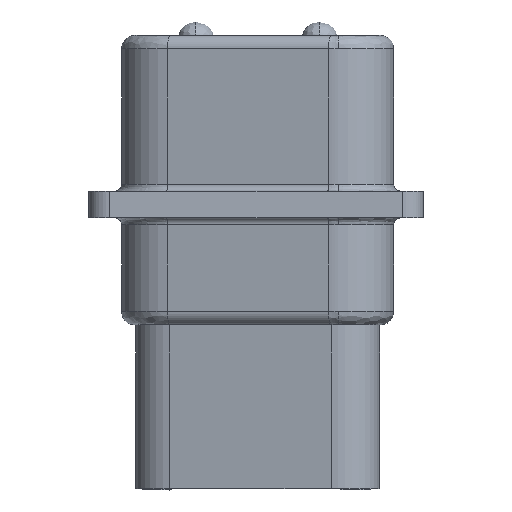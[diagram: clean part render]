
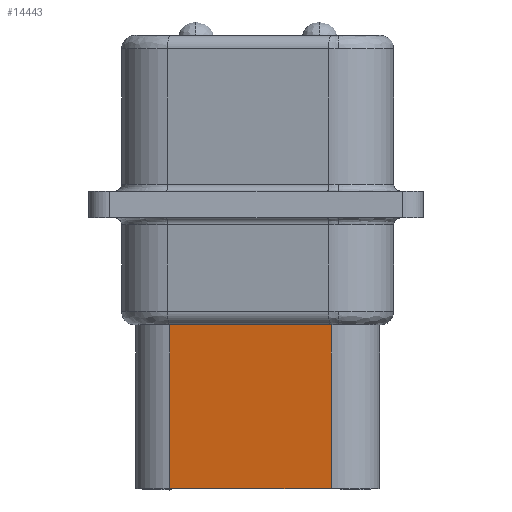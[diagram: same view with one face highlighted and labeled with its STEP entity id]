
A CAD part, left-side view. The second image highlights one B-rep face of the part: STEP entity #14443.
In plain terms, the highlighted planar face has unit normal (-0.985, 0.174, 0).
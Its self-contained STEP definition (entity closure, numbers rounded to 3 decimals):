
#10 = EDGE_LOOP ( 'NONE', ( #13907, #13908, #13909, #13910 ) ) ;
#176 = EDGE_CURVE ( 'NONE', #19535, #19459, #16808, .T. ) ;
#193 = EDGE_CURVE ( 'NONE', #19459, #19524, #16865, .T. ) ;
#195 = EDGE_CURVE ( 'NONE', #19491, #19535, #16856, .T. ) ;
#196 = EDGE_CURVE ( 'NONE', #19524, #19491, #16874, .T. ) ;
#3337 = FACE_OUTER_BOUND ( 'NONE', #10, .T. ) ;
#3339 = PLANE ( 'NONE',  #3837 ) ;
#3360 = CARTESIAN_POINT ( 'NONE',  ( -8.691, 3.499, -10.795 ) ) ;
#3362 = DIRECTION ( 'NONE',  ( 0.985, -0.174, 0. ) ) ;
#3363 = DIRECTION ( 'NONE',  ( 0.174, 0.985, 0. ) ) ;
#3837 = AXIS2_PLACEMENT_3D ( 'NONE', #3360, #3362, #3363 ) ;
#10119 = VECTOR ( 'NONE', #16867, 1000. ) ;
#10122 = VECTOR ( 'NONE', #16873, 1000. ) ;
#10140 = VECTOR ( 'NONE', #16876, 1000. ) ;
#10149 = VECTOR ( 'NONE', #16812, 1000. ) ;
#12850 = CARTESIAN_POINT ( 'NONE',  ( -7.612, 9.621, -10.795 ) ) ;
#12882 = CARTESIAN_POINT ( 'NONE',  ( -8.691, 3.499, -4.572 ) ) ;
#12915 = CARTESIAN_POINT ( 'NONE',  ( -7.612, 9.621, -4.572 ) ) ;
#12926 = CARTESIAN_POINT ( 'NONE',  ( -8.691, 3.499, -10.795 ) ) ;
#13907 = ORIENTED_EDGE ( 'NONE', *, *, #193, .F. ) ;
#13908 = ORIENTED_EDGE ( 'NONE', *, *, #176, .F. ) ;
#13909 = ORIENTED_EDGE ( 'NONE', *, *, #195, .F. ) ;
#13910 = ORIENTED_EDGE ( 'NONE', *, *, #196, .F. ) ;
#14443 = ADVANCED_FACE ( 'NONE', ( #3337 ), #3339, .F. ) ;
#16800 = CARTESIAN_POINT ( 'NONE',  ( -8.691, 3.499, -10.795 ) ) ;
#16808 = LINE ( 'NONE', #16800, #10149 ) ;
#16812 = DIRECTION ( 'NONE',  ( 0.174, 0.985, 0. ) ) ;
#16856 = LINE ( 'NONE', #16857, #10122 ) ;
#16857 = CARTESIAN_POINT ( 'NONE',  ( -8.691, 3.499, -10.795 ) ) ;
#16865 = LINE ( 'NONE', #16866, #10119 ) ;
#16866 = CARTESIAN_POINT ( 'NONE',  ( -7.612, 9.621, -10.795 ) ) ;
#16867 = DIRECTION ( 'NONE',  ( 0., 0., 1. ) ) ;
#16873 = DIRECTION ( 'NONE',  ( 0., 0., -1. ) ) ;
#16874 = LINE ( 'NONE', #16875, #10140 ) ;
#16875 = CARTESIAN_POINT ( 'NONE',  ( -7.612, 9.621, -4.572 ) ) ;
#16876 = DIRECTION ( 'NONE',  ( -0.174, -0.985, 0. ) ) ;
#19459 = VERTEX_POINT ( 'NONE', #12850 ) ;
#19491 = VERTEX_POINT ( 'NONE', #12882 ) ;
#19524 = VERTEX_POINT ( 'NONE', #12915 ) ;
#19535 = VERTEX_POINT ( 'NONE', #12926 ) ;
